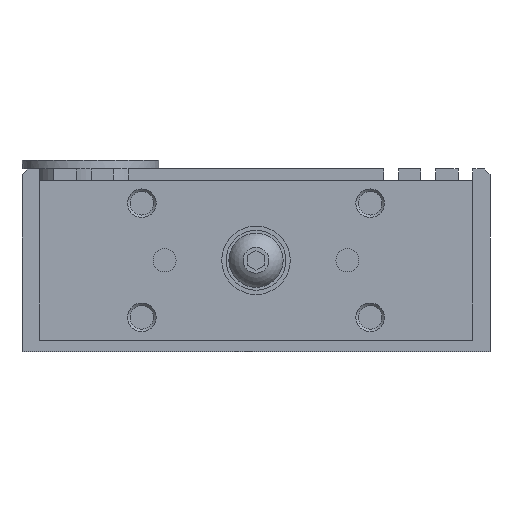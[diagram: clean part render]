
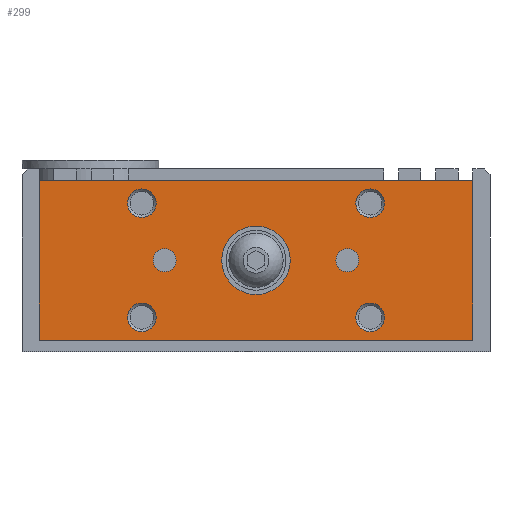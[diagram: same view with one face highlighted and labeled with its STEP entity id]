
A CAD part, left-side view. The second image highlights one B-rep face of the part: STEP entity #299.
In plain terms, the highlighted planar face has unit normal (-1, 0, 0).
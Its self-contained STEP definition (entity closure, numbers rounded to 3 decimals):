
#299 = ADVANCED_FACE( '', ( #776, #777, #778, #779, #780, #781, #782, #783 ), #784, .F. );
#776 = FACE_BOUND( '', #1550, .T. );
#777 = FACE_BOUND( '', #1551, .T. );
#778 = FACE_BOUND( '', #1552, .T. );
#779 = FACE_BOUND( '', #1553, .T. );
#780 = FACE_BOUND( '', #1554, .T. );
#781 = FACE_BOUND( '', #1555, .T. );
#782 = FACE_BOUND( '', #1556, .T. );
#783 = FACE_OUTER_BOUND( '', #1557, .T. );
#784 = PLANE( '', #1558 );
#1550 = EDGE_LOOP( '', ( #2435 ) );
#1551 = EDGE_LOOP( '', ( #2436 ) );
#1552 = EDGE_LOOP( '', ( #2437 ) );
#1553 = EDGE_LOOP( '', ( #2438 ) );
#1554 = EDGE_LOOP( '', ( #2439 ) );
#1555 = EDGE_LOOP( '', ( #2440 ) );
#1556 = EDGE_LOOP( '', ( #2441 ) );
#1557 = EDGE_LOOP( '', ( #2442, #2443, #2444, #2445 ) );
#1558 = AXIS2_PLACEMENT_3D( '', #2446, #2447, #2448 );
#2435 = ORIENTED_EDGE( '', *, *, #3968, .F. );
#2436 = ORIENTED_EDGE( '', *, *, #3969, .T. );
#2437 = ORIENTED_EDGE( '', *, *, #3970, .T. );
#2438 = ORIENTED_EDGE( '', *, *, #3971, .F. );
#2439 = ORIENTED_EDGE( '', *, *, #3949, .F. );
#2440 = ORIENTED_EDGE( '', *, *, #3887, .T. );
#2441 = ORIENTED_EDGE( '', *, *, #3972, .T. );
#2442 = ORIENTED_EDGE( '', *, *, #3973, .F. );
#2443 = ORIENTED_EDGE( '', *, *, #3974, .F. );
#2444 = ORIENTED_EDGE( '', *, *, #3975, .F. );
#2445 = ORIENTED_EDGE( '', *, *, #3976, .F. );
#2446 = CARTESIAN_POINT( '', ( -61., 38., 30. ) );
#2447 = DIRECTION( '', ( 1., 0., 0. ) );
#2448 = DIRECTION( '', ( 0., 0., 1. ) );
#3887 = EDGE_CURVE( '', #4530, #4530, #4531, .T. );
#3949 = EDGE_CURVE( '', #4637, #4637, #4638, .T. );
#3968 = EDGE_CURVE( '', #4668, #4668, #4669, .T. );
#3969 = EDGE_CURVE( '', #4670, #4670, #4671, .T. );
#3970 = EDGE_CURVE( '', #4672, #4672, #4673, .T. );
#3971 = EDGE_CURVE( '', #4674, #4674, #4675, .T. );
#3972 = EDGE_CURVE( '', #4676, #4676, #4677, .T. );
#3973 = EDGE_CURVE( '', #4678, #4679, #4680, .T. );
#3974 = EDGE_CURVE( '', #4681, #4678, #4682, .T. );
#3975 = EDGE_CURVE( '', #4683, #4681, #4684, .T. );
#3976 = EDGE_CURVE( '', #4679, #4683, #4685, .T. );
#4530 = VERTEX_POINT( '', #5452 );
#4531 = CIRCLE( '', #5453, 2.5 );
#4637 = VERTEX_POINT( '', #5599 );
#4638 = CIRCLE( '', #5600, 2.5 );
#4668 = VERTEX_POINT( '', #5639 );
#4669 = CIRCLE( '', #5640, 2.01 );
#4670 = VERTEX_POINT( '', #5641 );
#4671 = CIRCLE( '', #5642, 2.01 );
#4672 = VERTEX_POINT( '', #5643 );
#4673 = CIRCLE( '', #5644, 2.5 );
#4674 = VERTEX_POINT( '', #5645 );
#4675 = CIRCLE( '', #5646, 2.5 );
#4676 = VERTEX_POINT( '', #5647 );
#4677 = CIRCLE( '', #5648, 6. );
#4678 = VERTEX_POINT( '', #5649 );
#4679 = VERTEX_POINT( '', #5650 );
#4680 = LINE( '', #5651, #5652 );
#4681 = VERTEX_POINT( '', #5653 );
#4682 = LINE( '', #5654, #5655 );
#4683 = VERTEX_POINT( '', #5656 );
#4684 = LINE( '', #5657, #5658 );
#4685 = LINE( '', #5659, #5660 );
#5452 = CARTESIAN_POINT( '', ( -61., -17.5, 26. ) );
#5453 = AXIS2_PLACEMENT_3D( '', #6734, #6735, #6736 );
#5599 = CARTESIAN_POINT( '', ( -61., 17.5, 26. ) );
#5600 = AXIS2_PLACEMENT_3D( '', #6815, #6816, #6817 );
#5639 = CARTESIAN_POINT( '', ( -61., 13.99, 16. ) );
#5640 = AXIS2_PLACEMENT_3D( '', #6839, #6840, #6841 );
#5641 = CARTESIAN_POINT( '', ( -61., -13.99, 16. ) );
#5642 = AXIS2_PLACEMENT_3D( '', #6842, #6843, #6844 );
#5643 = CARTESIAN_POINT( '', ( -61., 17.5, 6. ) );
#5644 = AXIS2_PLACEMENT_3D( '', #6845, #6846, #6847 );
#5645 = CARTESIAN_POINT( '', ( -61., -17.5, 6. ) );
#5646 = AXIS2_PLACEMENT_3D( '', #6848, #6849, #6850 );
#5647 = CARTESIAN_POINT( '', ( -61., 6., 16. ) );
#5648 = AXIS2_PLACEMENT_3D( '', #6851, #6852, #6853 );
#5649 = CARTESIAN_POINT( '', ( -61., 38., 2. ) );
#5650 = CARTESIAN_POINT( '', ( -61., 38., 30. ) );
#5651 = CARTESIAN_POINT( '', ( -61., 38., 2. ) );
#5652 = VECTOR( '', #6854, 1000. );
#5653 = CARTESIAN_POINT( '', ( -61., -38., 2. ) );
#5654 = CARTESIAN_POINT( '', ( -61., -38., 2. ) );
#5655 = VECTOR( '', #6855, 1000. );
#5656 = CARTESIAN_POINT( '', ( -61., -38., 30. ) );
#5657 = CARTESIAN_POINT( '', ( -61., -38., 30. ) );
#5658 = VECTOR( '', #6856, 1000. );
#5659 = CARTESIAN_POINT( '', ( -61., 38., 30. ) );
#5660 = VECTOR( '', #6857, 1000. );
#6734 = CARTESIAN_POINT( '', ( -61., -20., 26. ) );
#6735 = DIRECTION( '', ( 1., 0., 0. ) );
#6736 = DIRECTION( '', ( 0., 1., 0. ) );
#6815 = CARTESIAN_POINT( '', ( -61., 20., 26. ) );
#6816 = DIRECTION( '', ( -1., 0., 0. ) );
#6817 = DIRECTION( '', ( 0., -1., 0. ) );
#6839 = CARTESIAN_POINT( '', ( -61., 16., 16. ) );
#6840 = DIRECTION( '', ( -1., 0., 0. ) );
#6841 = DIRECTION( '', ( 0., -1., 0. ) );
#6842 = CARTESIAN_POINT( '', ( -61., -16., 16. ) );
#6843 = DIRECTION( '', ( 1., 0., 0. ) );
#6844 = DIRECTION( '', ( 0., 1., 0. ) );
#6845 = CARTESIAN_POINT( '', ( -61., 20., 6. ) );
#6846 = DIRECTION( '', ( 1., 0., 0. ) );
#6847 = DIRECTION( '', ( 0., -1., 0. ) );
#6848 = CARTESIAN_POINT( '', ( -61., -20., 6. ) );
#6849 = DIRECTION( '', ( -1., 0., 0. ) );
#6850 = DIRECTION( '', ( 0., 1., 0. ) );
#6851 = CARTESIAN_POINT( '', ( -61., 0., 16. ) );
#6852 = DIRECTION( '', ( 1., 0., 0. ) );
#6853 = DIRECTION( '', ( 0., 1., 0. ) );
#6854 = DIRECTION( '', ( 0., 0., 1. ) );
#6855 = DIRECTION( '', ( 0., 1., 0. ) );
#6856 = DIRECTION( '', ( 0., 0., -1. ) );
#6857 = DIRECTION( '', ( 0., -1., 0. ) );
